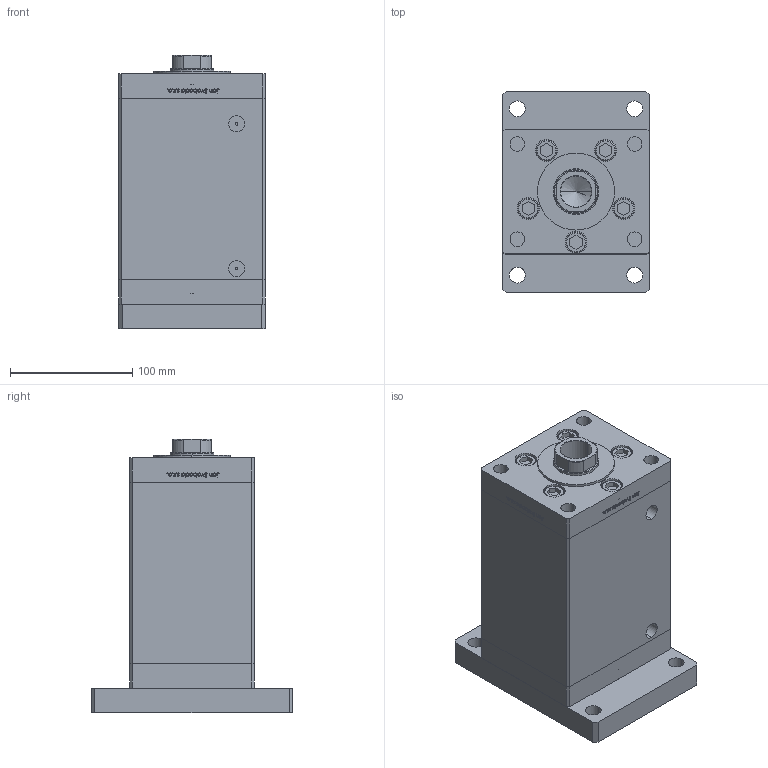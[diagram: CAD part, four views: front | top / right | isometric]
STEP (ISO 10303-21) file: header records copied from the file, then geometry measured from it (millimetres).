
FILE_DESCRIPTION (( 'STEP AP203' ), '1' );
FILE_NAME ('d4a4.STEP', '2025-06-04T06:55:42', ( '' ), ( '' ), 'SwSTEP 2.0', 'SolidWorks 2019', '' );
FILE_SCHEMA (( 'CONFIG_CONTROL_DESIGN' ));
Length unit declared in the file: millimetre
Products named in the file (7): V220C_F d6d31b843e7a06d9f24e505f6ba0a7fa; V220C BACK_G d6d31b843e7a06d9f24e505f6ba0a7fa; ALLEN BOLT d6d31b843e7a06d9f24e505f6ba0a7fa; V220C_FRONT_G d6d31b843e7a06d9f24e505f6ba0a7fa; V220C_G_MIDDLE d6d31b843e7a06d9f24e505f6ba0a7fa; d4a4; V220C_VC_G d6d31b843e7a06d9f24e505f6ba0a7fa
Assembly tree (19 placements, depth 2):
  d4a4
    V220C BACK_G d6d31b843e7a06d9f24e505f6ba0a7fa
    V220C_FRONT_G d6d31b843e7a06d9f24e505f6ba0a7fa
    V220C_G_MIDDLE d6d31b843e7a06d9f24e505f6ba0a7fa
    ALLEN BOLT d6d31b843e7a06d9f24e505f6ba0a7fa  x14
    V220C_F d6d31b843e7a06d9f24e505f6ba0a7fa
    V220C_VC_G d6d31b843e7a06d9f24e505f6ba0a7fa
Bounding box: 120 x 165 x 223.5 mm (x, y, z)
Volume: 2393927.8 mm3; surface area: 318444.2 mm2
Topology: 19 solids, 19 shells, 1313 faces, 3243 edges, 2119 vertices
Faces by surface type: plane 518, bspline 484, cylinder 189, cone 62, torus 60
Entity records: 53648 total; most frequent: CARTESIAN_POINT 30419, ORIENTED_EDGE 5286, DIRECTION 3095, EDGE_CURVE 2643, VERTEX_POINT 1755, LINE 1369, VECTOR 1369, EDGE_LOOP 1212
